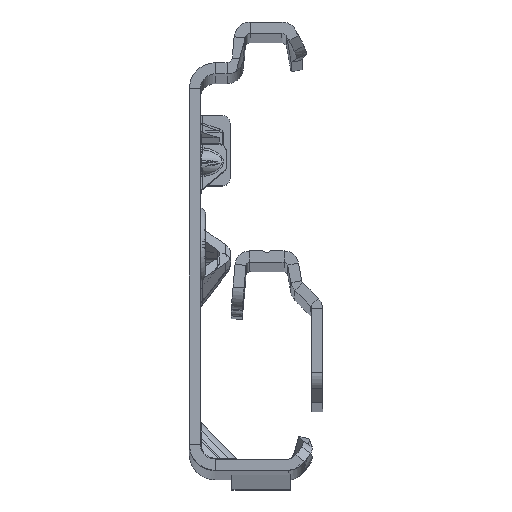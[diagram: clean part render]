
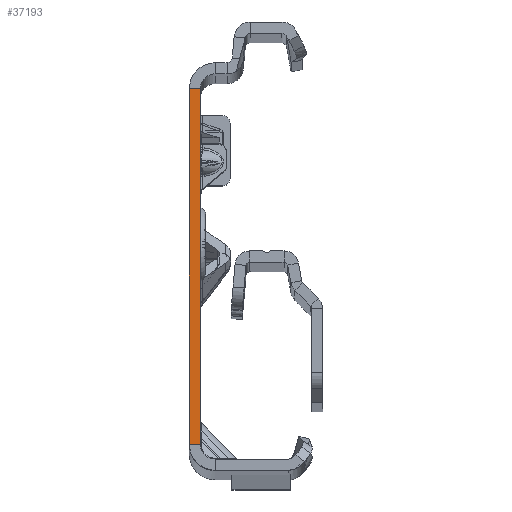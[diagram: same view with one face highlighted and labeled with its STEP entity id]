
A CAD part, top view. The second image highlights one B-rep face of the part: STEP entity #37193.
In plain terms, the highlighted planar face has unit normal (0, 0, 1).
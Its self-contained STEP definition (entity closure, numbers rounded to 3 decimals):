
#7137 = DIRECTION ( 'NONE',  ( 0., -1., 0. ) ) ;
#8152 = CARTESIAN_POINT ( 'NONE',  ( 0., -27.865, 0. ) ) ;
#9147 = EDGE_CURVE ( 'NONE', #27839, #19390, #20927, .T. ) ;
#10222 = EDGE_CURVE ( 'NONE', #27839, #40504, #52275, .T. ) ;
#11504 = AXIS2_PLACEMENT_3D ( 'NONE', #50614, #28928, #46986 ) ;
#12046 = DIRECTION ( 'NONE',  ( 0., -1., 0. ) ) ;
#12106 = LINE ( 'NONE', #29057, #16045 ) ;
#13218 = CARTESIAN_POINT ( 'NONE',  ( -1.5, 22.135, 0. ) ) ;
#16045 = VECTOR ( 'NONE', #7137, 1000. ) ;
#16094 = ORIENTED_EDGE ( 'NONE', *, *, #10222, .T. ) ;
#16799 = LINE ( 'NONE', #33783, #37785 ) ;
#17142 = EDGE_CURVE ( 'NONE', #19390, #53328, #16799, .T. ) ;
#19100 = VECTOR ( 'NONE', #31699, 1000. ) ;
#19390 = VERTEX_POINT ( 'NONE', #33491 ) ;
#20927 = LINE ( 'NONE', #8152, #43152 ) ;
#23329 = CARTESIAN_POINT ( 'NONE',  ( 0., 22.135, 0. ) ) ;
#23988 = ORIENTED_EDGE ( 'NONE', *, *, #38654, .T. ) ;
#27839 = VERTEX_POINT ( 'NONE', #54840 ) ;
#28410 = ORIENTED_EDGE ( 'NONE', *, *, #9147, .F. ) ;
#28928 = DIRECTION ( 'NONE',  ( 0., 0., 1. ) ) ;
#28996 = CARTESIAN_POINT ( 'NONE',  ( -1.5, -25.865, 0. ) ) ;
#29057 = CARTESIAN_POINT ( 'NONE',  ( -1.5, -27.865, 0. ) ) ;
#31699 = DIRECTION ( 'NONE',  ( -1., 0., 0. ) ) ;
#33407 = FACE_OUTER_BOUND ( 'NONE', #43395, .T. ) ;
#33491 = CARTESIAN_POINT ( 'NONE',  ( 0., -25.865, 0. ) ) ;
#33678 = PLANE ( 'NONE',  #11504 ) ;
#33783 = CARTESIAN_POINT ( 'NONE',  ( 0., -25.865, 0. ) ) ;
#35882 = ORIENTED_EDGE ( 'NONE', *, *, #17142, .F. ) ;
#37193 = ADVANCED_FACE ( 'NONE', ( #33407 ), #33678, .T. ) ;
#37785 = VECTOR ( 'NONE', #50716, 1000. ) ;
#38654 = EDGE_CURVE ( 'NONE', #40504, #53328, #12106, .T. ) ;
#40504 = VERTEX_POINT ( 'NONE', #13218 ) ;
#43152 = VECTOR ( 'NONE', #12046, 1000. ) ;
#43395 = EDGE_LOOP ( 'NONE', ( #28410, #16094, #23988, #35882 ) ) ;
#46986 = DIRECTION ( 'NONE',  ( 1., 0., 0. ) ) ;
#50614 = CARTESIAN_POINT ( 'NONE',  ( -1.5, -27.865, 0. ) ) ;
#50716 = DIRECTION ( 'NONE',  ( -1., 0., 0. ) ) ;
#52275 = LINE ( 'NONE', #23329, #19100 ) ;
#53328 = VERTEX_POINT ( 'NONE', #28996 ) ;
#54840 = CARTESIAN_POINT ( 'NONE',  ( 0., 22.135, 0. ) ) ;
